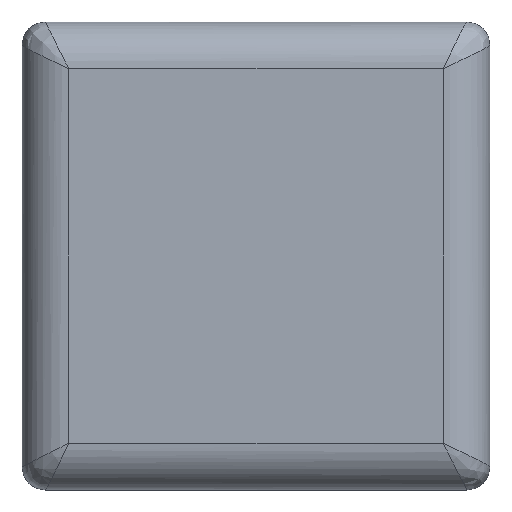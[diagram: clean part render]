
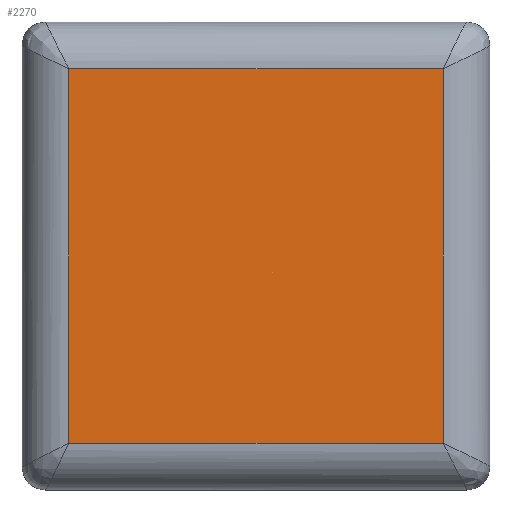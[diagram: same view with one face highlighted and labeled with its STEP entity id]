
A CAD part, left-side view. The second image highlights one B-rep face of the part: STEP entity #2270.
In plain terms, the highlighted planar face has unit normal (-1, 0, 0).
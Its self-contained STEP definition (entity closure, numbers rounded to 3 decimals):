
#521 = ORIENTED_EDGE ( 'NONE', *, *, #864, .F. ) ;
#793 = EDGE_CURVE ( 'NONE', #5531, #5675, #4258, .T. ) ;
#864 = EDGE_CURVE ( 'NONE', #5722, #5531, #2840, .T. ) ;
#1185 = EDGE_CURVE ( 'NONE', #5675, #2127, #4476, .T. ) ;
#1242 = CARTESIAN_POINT ( 'NONE',  ( -0.5, 0.5, -0.2 ) ) ;
#1244 = DIRECTION ( 'NONE',  ( 0., 1., 0. ) ) ;
#2097 = DIRECTION ( 'NONE',  ( 0., -1., 0. ) ) ;
#2127 = VERTEX_POINT ( 'NONE', #6015 ) ;
#2174 = DIRECTION ( 'NONE',  ( 0., 0., -1. ) ) ;
#2270 = ADVANCED_FACE ( 'NONE', ( #5784 ), #5737, .F. ) ;
#2275 = CARTESIAN_POINT ( 'NONE',  ( -0.5, 0.5, 0.2 ) ) ;
#2292 = CARTESIAN_POINT ( 'NONE',  ( -0.5, 0.05, 0.2 ) ) ;
#2373 = CARTESIAN_POINT ( 'NONE',  ( -0.5, 0.05, -0.25 ) ) ;
#2824 = AXIS2_PLACEMENT_3D ( 'NONE', #5711, #5707, #5704 ) ;
#2840 = LINE ( 'NONE', #2275, #4908 ) ;
#2967 = EDGE_CURVE ( 'NONE', #2127, #5722, #4530, .T. ) ;
#4025 = VECTOR ( 'NONE', #2174, 1000. ) ;
#4202 = ORIENTED_EDGE ( 'NONE', *, *, #2967, .F. ) ;
#4258 = LINE ( 'NONE', #2373, #4025 ) ;
#4351 = CARTESIAN_POINT ( 'NONE',  ( -0.5, 0.45, 0. ) ) ;
#4366 = DIRECTION ( 'NONE',  ( 0., 0., 1. ) ) ;
#4451 = ORIENTED_EDGE ( 'NONE', *, *, #793, .F. ) ;
#4476 = LINE ( 'NONE', #1242, #5934 ) ;
#4530 = LINE ( 'NONE', #4351, #5635 ) ;
#4908 = VECTOR ( 'NONE', #2097, 1000. ) ;
#5093 = EDGE_LOOP ( 'NONE', ( #5509, #4451, #521, #4202 ) ) ;
#5509 = ORIENTED_EDGE ( 'NONE', *, *, #1185, .F. ) ;
#5531 = VERTEX_POINT ( 'NONE', #2292 ) ;
#5635 = VECTOR ( 'NONE', #4366, 1000. ) ;
#5675 = VERTEX_POINT ( 'NONE', #5727 ) ;
#5676 = CARTESIAN_POINT ( 'NONE',  ( -0.5, 0.45, 0.2 ) ) ;
#5704 = DIRECTION ( 'NONE',  ( 0., 0., -1. ) ) ;
#5707 = DIRECTION ( 'NONE',  ( 1., 0., 0. ) ) ;
#5711 = CARTESIAN_POINT ( 'NONE',  ( -0.5, 0.5, -0.25 ) ) ;
#5722 = VERTEX_POINT ( 'NONE', #5676 ) ;
#5727 = CARTESIAN_POINT ( 'NONE',  ( -0.5, 0.05, -0.2 ) ) ;
#5737 = PLANE ( 'NONE',  #2824 ) ;
#5784 = FACE_OUTER_BOUND ( 'NONE', #5093, .T. ) ;
#5934 = VECTOR ( 'NONE', #1244, 1000. ) ;
#6015 = CARTESIAN_POINT ( 'NONE',  ( -0.5, 0.45, -0.2 ) ) ;
